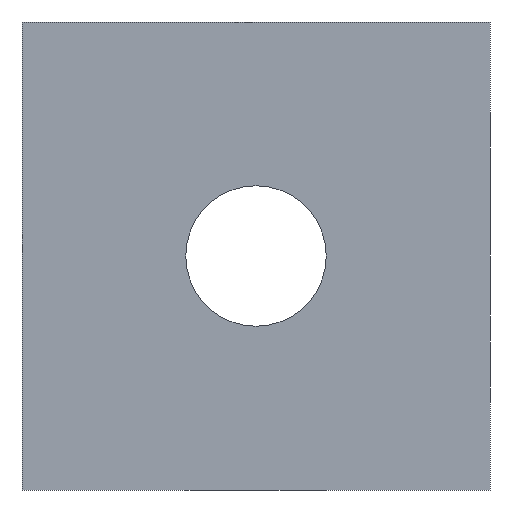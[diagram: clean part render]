
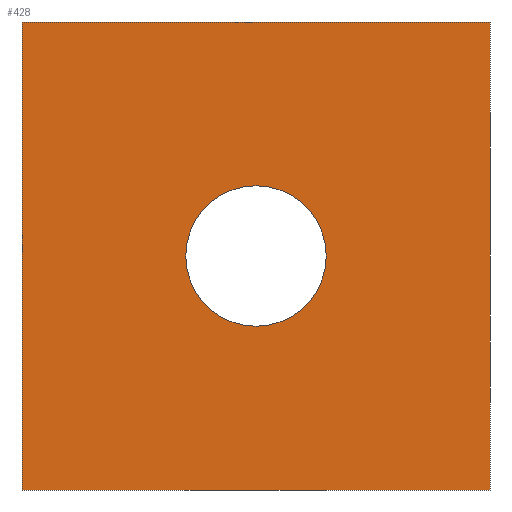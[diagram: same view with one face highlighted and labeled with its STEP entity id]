
A CAD part, front view. The second image highlights one B-rep face of the part: STEP entity #428.
In plain terms, the highlighted planar face has unit normal (0, -1, 0).
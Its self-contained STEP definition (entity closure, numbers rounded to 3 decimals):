
#20=FACE_BOUND('',#116,.T.);
#26=PLANE('',#488);
#36=LINE('',#826,#56);
#39=LINE('',#832,#59);
#42=LINE('',#838,#62);
#43=LINE('',#842,#63);
#56=VECTOR('',#530,10.);
#59=VECTOR('',#535,10.);
#62=VECTOR('',#540,10.);
#63=VECTOR('',#545,10.);
#88=FACE_OUTER_BOUND('',#115,.T.);
#115=EDGE_LOOP('',(#384,#385,#386,#387));
#116=EDGE_LOOP('',(#388));
#142=CIRCLE('',#487,1.5);
#189=VERTEX_POINT('',#819);
#192=VERTEX_POINT('',#824);
#194=VERTEX_POINT('',#829);
#195=VERTEX_POINT('',#834);
#202=VERTEX_POINT('',#874);
#239=EDGE_CURVE('',#192,#189,#36,.T.);
#242=EDGE_CURVE('',#189,#194,#39,.T.);
#245=EDGE_CURVE('',#194,#195,#42,.T.);
#247=EDGE_CURVE('',#192,#195,#43,.T.);
#265=EDGE_CURVE('',#202,#202,#142,.T.);
#384=ORIENTED_EDGE('',*,*,#245,.F.);
#385=ORIENTED_EDGE('',*,*,#242,.F.);
#386=ORIENTED_EDGE('',*,*,#239,.F.);
#387=ORIENTED_EDGE('',*,*,#247,.T.);
#388=ORIENTED_EDGE('',*,*,#265,.T.);
#428=ADVANCED_FACE('',(#88,#20),#26,.T.);
#487=AXIS2_PLACEMENT_3D('',#875,#596,#597);
#488=AXIS2_PLACEMENT_3D('',#877,#599,#600);
#530=DIRECTION('',(-1.,0.,0.));
#535=DIRECTION('',(0.,0.,1.));
#540=DIRECTION('',(1.,0.,0.));
#545=DIRECTION('',(0.,0.,1.));
#596=DIRECTION('center_axis',(0.,1.,0.));
#597=DIRECTION('ref_axis',(0.,0.,1.));
#599=DIRECTION('center_axis',(0.,-1.,0.));
#600=DIRECTION('ref_axis',(0.,0.,-1.));
#819=CARTESIAN_POINT('',(-5.,-5.,-5.));
#824=CARTESIAN_POINT('',(5.,-5.,-5.));
#826=CARTESIAN_POINT('',(5.,-5.,-5.));
#829=CARTESIAN_POINT('',(-5.,-5.,5.));
#832=CARTESIAN_POINT('',(-5.,-5.,-5.));
#834=CARTESIAN_POINT('',(5.,-5.,5.));
#838=CARTESIAN_POINT('',(-5.,-5.,5.));
#842=CARTESIAN_POINT('',(5.,-5.,-5.));
#874=CARTESIAN_POINT('',(0.,-5.,1.5));
#875=CARTESIAN_POINT('Origin',(0.,-5.,0.));
#877=CARTESIAN_POINT('Origin',(5.,-5.,0.));
